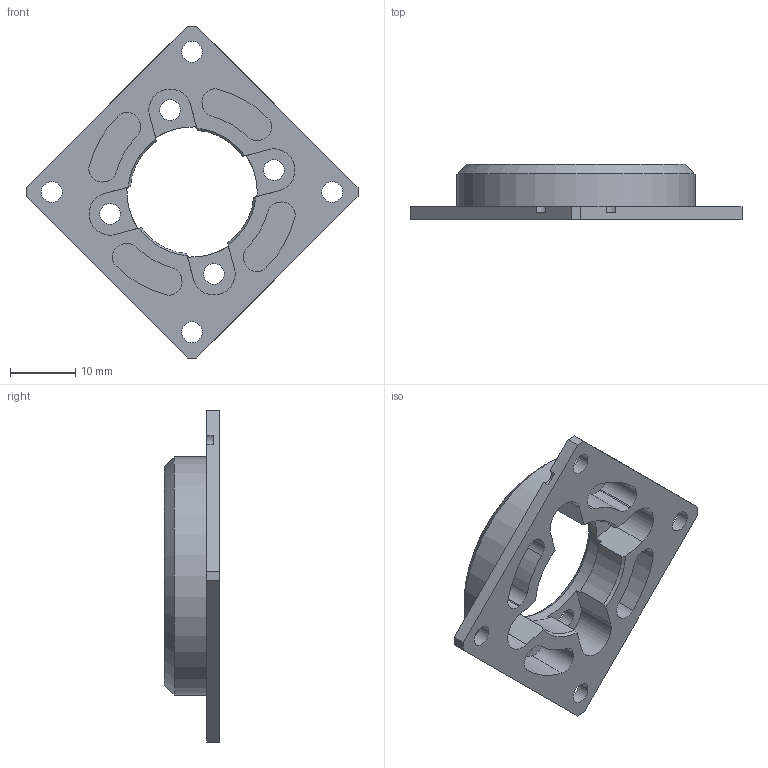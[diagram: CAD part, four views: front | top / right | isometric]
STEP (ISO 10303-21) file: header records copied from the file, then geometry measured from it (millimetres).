
FILE_DESCRIPTION(/* description */ (''),/* implementation_level */ '2;1');
FILE_NAME(/* name */ 'ACWA-0020-BB_SUPPORT_MOT_BL_BRAS v18.step',/* time_stamp */ '2024-04-08T13:55:59+02:00',/* author */ (''),/* organization */ (''),/* preprocessor_version */ 'ST-DEVELOPER v20',/* originating_system */ 'Autodesk Translation Framework v12.20.1.177',/* authorisation */ '');
FILE_SCHEMA (('AUTOMOTIVE_DESIGN { 1 0 10303 214 3 1 1 }'));
Length unit declared in the file: millimetre
Products named in the file (1): ACWA-0020-BB_SUPPORT_MOT_BL_BRAS
Bounding box: 50.91 x 8.5 x 50.91 mm (x, y, z)
Volume: 4528.2 mm3; surface area: 4643.5 mm2
Topology: 1 solids, 1 shells, 93 faces, 257 edges, 171 vertices
Faces by surface type: cylinder 53, plane 34, cone 6
Full cylindrical faces by diameter (mm): 3.2 x8, 20 x1, 36.5 x1
Entity records: 3092 total; most frequent: DIRECTION 558, CARTESIAN_POINT 538, ORIENTED_EDGE 514, EDGE_CURVE 257, AXIS2_PLACEMENT_3D 215, VERTEX_POINT 171, LINE 128, VECTOR 128
